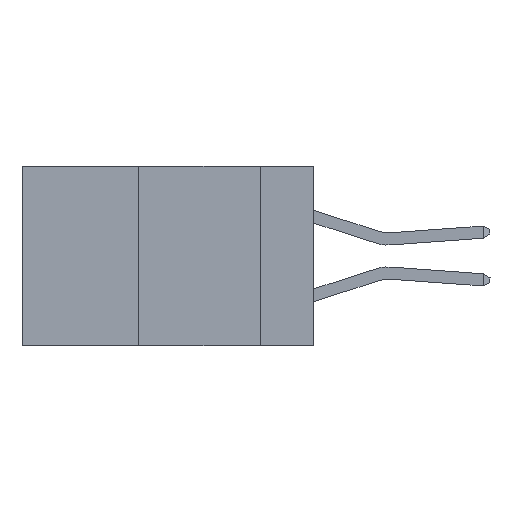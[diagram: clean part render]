
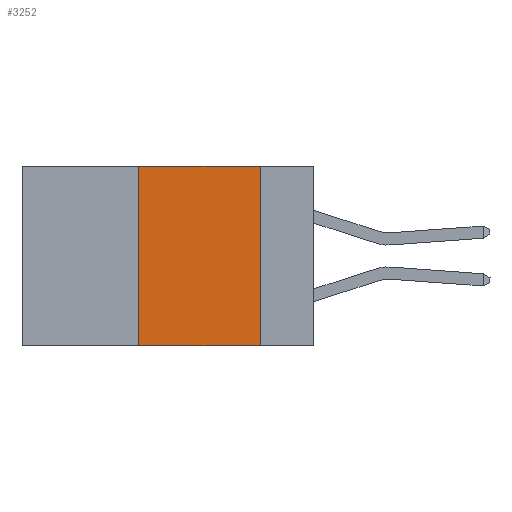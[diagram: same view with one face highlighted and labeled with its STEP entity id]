
A CAD part, left-side view. The second image highlights one B-rep face of the part: STEP entity #3252.
In plain terms, the highlighted planar face has unit normal (-1, 0, 0).
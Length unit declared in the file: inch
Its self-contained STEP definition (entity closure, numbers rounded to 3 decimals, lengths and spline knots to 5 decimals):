
#101 = CARTESIAN_POINT ( 'NONE',  ( 0., 0.36, -0.37 ) ) ;
#139 = CARTESIAN_POINT ( 'NONE',  ( 0., 0.36, 0. ) ) ;
#957 = VERTEX_POINT ( 'NONE', #6252 ) ;
#1172 = EDGE_LOOP ( 'NONE', ( #2051, #3367, #6578, #9574 ) ) ;
#1511 = VECTOR ( 'NONE', #5941, 39.37008 ) ;
#1618 = EDGE_CURVE ( 'NONE', #8126, #957, #6621, .T. ) ;
#1671 = VECTOR ( 'NONE', #4718, 39.37008 ) ;
#1818 = CARTESIAN_POINT ( 'NONE',  ( 0., 0.11, 0. ) ) ;
#2051 = ORIENTED_EDGE ( 'NONE', *, *, #7751, .F. ) ;
#2220 = EDGE_CURVE ( 'NONE', #6730, #9169, #5779, .T. ) ;
#2887 = PLANE ( 'NONE',  #6788 ) ;
#3100 = CARTESIAN_POINT ( 'NONE',  ( 0., 0.6, -0.37 ) ) ;
#3136 = VECTOR ( 'NONE', #7922, 39.37008 ) ;
#3252 = ADVANCED_FACE ( 'NONE', ( #5764 ), #2887, .F. ) ;
#3367 = ORIENTED_EDGE ( 'NONE', *, *, #2220, .F. ) ;
#3607 = CARTESIAN_POINT ( 'NONE',  ( 0., 0.6, 0. ) ) ;
#3892 = EDGE_CURVE ( 'NONE', #8126, #6730, #4379, .T. ) ;
#4379 = LINE ( 'NONE', #139, #1671 ) ;
#4401 = DIRECTION ( 'NONE',  ( 1., 0., 0. ) ) ;
#4718 = DIRECTION ( 'NONE',  ( 0., 0., 1. ) ) ;
#5165 = DIRECTION ( 'NONE',  ( 0., 0., -1. ) ) ;
#5298 = DIRECTION ( 'NONE',  ( 0., -1., 0. ) ) ;
#5764 = FACE_OUTER_BOUND ( 'NONE', #1172, .T. ) ;
#5779 = LINE ( 'NONE', #3607, #1511 ) ;
#5941 = DIRECTION ( 'NONE',  ( 0., -1., 0. ) ) ;
#6019 = VECTOR ( 'NONE', #5298, 39.37008 ) ;
#6252 = CARTESIAN_POINT ( 'NONE',  ( 0., 0.11, -0.37 ) ) ;
#6424 = CARTESIAN_POINT ( 'NONE',  ( 0., 0.11, 0. ) ) ;
#6578 = ORIENTED_EDGE ( 'NONE', *, *, #3892, .F. ) ;
#6621 = LINE ( 'NONE', #3100, #6019 ) ;
#6730 = VERTEX_POINT ( 'NONE', #8480 ) ;
#6788 = AXIS2_PLACEMENT_3D ( 'NONE', #7450, #4401, #5165 ) ;
#7450 = CARTESIAN_POINT ( 'NONE',  ( 0., 0.6, 0. ) ) ;
#7751 = EDGE_CURVE ( 'NONE', #9169, #957, #7958, .T. ) ;
#7922 = DIRECTION ( 'NONE',  ( 0., 0., -1. ) ) ;
#7958 = LINE ( 'NONE', #6424, #3136 ) ;
#8126 = VERTEX_POINT ( 'NONE', #101 ) ;
#8480 = CARTESIAN_POINT ( 'NONE',  ( 0., 0.36, 0. ) ) ;
#9169 = VERTEX_POINT ( 'NONE', #1818 ) ;
#9574 = ORIENTED_EDGE ( 'NONE', *, *, #1618, .T. ) ;
